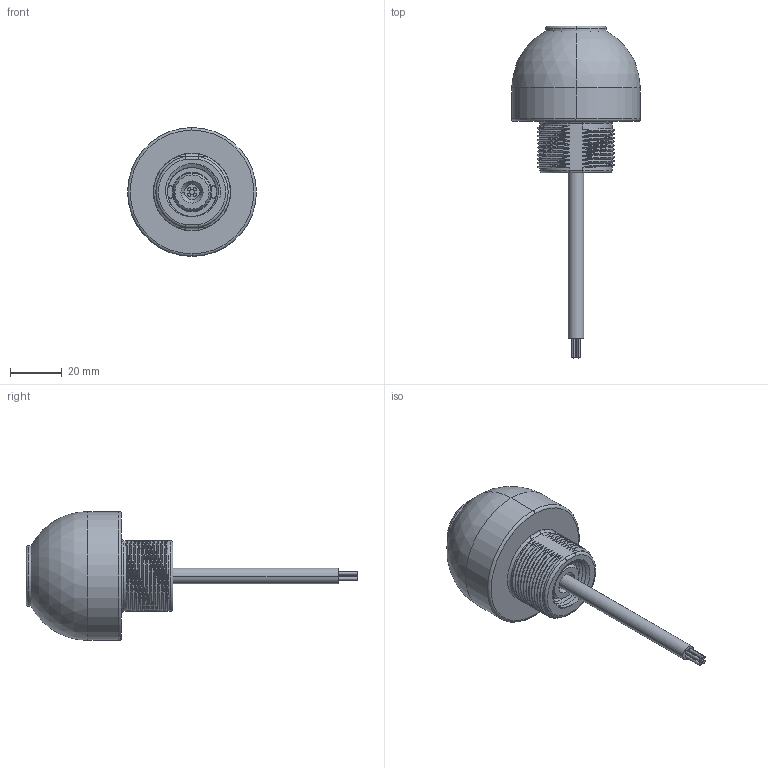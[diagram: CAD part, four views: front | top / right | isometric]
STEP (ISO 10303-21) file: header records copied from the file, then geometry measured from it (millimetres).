
FILE_DESCRIPTION((''),'2;1');
FILE_NAME('144869_SW','2009-03-26T',('banengservice'),('BANNER ENGINEERING'),'PRO/ENGINEER BY PARAMETRIC TECHNOLOGY CORPORATION, 2006170','PRO/ENGINEER BY PARAMETRIC TECHNOLOGY CORPORATION, 2006170','');
FILE_SCHEMA(('CONFIG_CONTROL_DESIGN'));
Length unit declared in the file: inch
Products named in the file (1): 144869_SW
Bounding box: 50 x 128.82 x 50 mm (x, y, z)
Volume: 31705.1 mm3; surface area: 23050.1 mm2
Topology: 1 solids, 2 shells, 374 faces, 955 edges, 599 vertices
Faces by surface type: cylinder 138, bspline 95, plane 77, torus 30, cone 18, sphere 16
Entity records: 19742 total; most frequent: CARTESIAN_POINT 11133, ORIENTED_EDGE 1910, DIRECTION 1641, EDGE_CURVE 955, AXIS2_PLACEMENT_3D 670, VERTEX_POINT 599, EDGE_LOOP 404, CIRCLE 391
